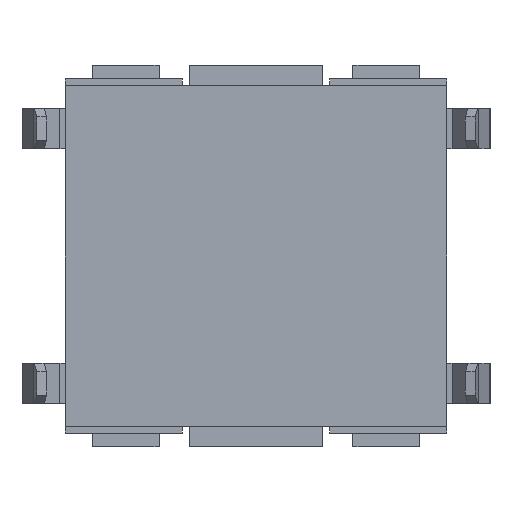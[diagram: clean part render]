
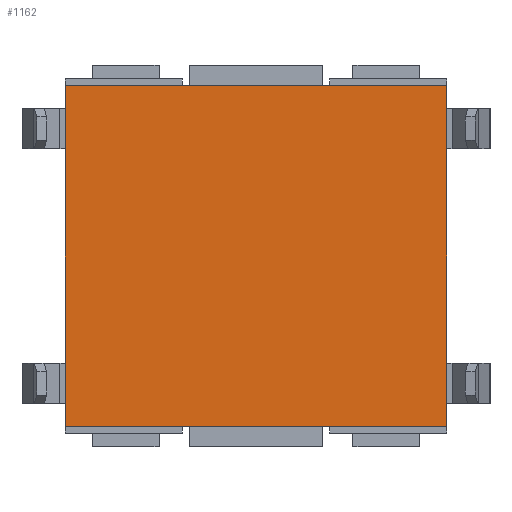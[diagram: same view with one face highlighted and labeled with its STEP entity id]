
A CAD part, front view. The second image highlights one B-rep face of the part: STEP entity #1162.
In plain terms, the highlighted planar face has unit normal (0, -1, 0).
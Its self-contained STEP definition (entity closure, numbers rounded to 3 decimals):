
#238 = ORIENTED_EDGE ( 'NONE', *, *, #239, .F. ) ;
#239 = EDGE_CURVE ( 'NONE', #519, #533, #2203, .T. ) ;
#260 = ORIENTED_EDGE ( 'NONE', *, *, #535, .F. ) ;
#519 = VERTEX_POINT ( 'NONE', #2705 ) ;
#533 = VERTEX_POINT ( 'NONE', #2688 ) ;
#535 = EDGE_CURVE ( 'NONE', #533, #536, #2687, .T. ) ;
#536 = VERTEX_POINT ( 'NONE', #2743 ) ;
#581 = VERTEX_POINT ( 'NONE', #2806 ) ;
#583 = EDGE_CURVE ( 'NONE', #519, #581, #2805, .T. ) ;
#1080 = ORIENTED_EDGE ( 'NONE', *, *, #583, .T. ) ;
#1159 = ORIENTED_EDGE ( 'NONE', *, *, #1160, .F. ) ;
#1160 = EDGE_CURVE ( 'NONE', #536, #581, #3676, .T. ) ;
#1161 = EDGE_LOOP ( 'NONE', ( #1080, #1159, #260, #238 ) ) ;
#1162 = ADVANCED_FACE ( 'NONE', ( #3672 ), #3669, .T. ) ;
#2200 = DIRECTION ( 'NONE',  ( 0., 0., 1. ) ) ;
#2201 = VECTOR ( 'NONE', #2200, 1000. ) ;
#2202 = CARTESIAN_POINT ( 'NONE',  ( -5.7, 0., 0. ) ) ;
#2203 = LINE ( 'NONE', #2202, #2201 ) ;
#2661 = CARTESIAN_POINT ( 'NONE',  ( 5.7, 0., 5.1 ) ) ;
#2687 = LINE ( 'NONE', #2746, #2745 ) ;
#2688 = CARTESIAN_POINT ( 'NONE',  ( -5.7, 0., 5.1 ) ) ;
#2705 = CARTESIAN_POINT ( 'NONE',  ( -5.7, 0., -5.1 ) ) ;
#2743 = CARTESIAN_POINT ( 'NONE',  ( 5.7, 0., 5.1 ) ) ;
#2744 = DIRECTION ( 'NONE',  ( 1., 0., 0. ) ) ;
#2745 = VECTOR ( 'NONE', #2744, 1000. ) ;
#2746 = CARTESIAN_POINT ( 'NONE',  ( 5.7, 0., 5.1 ) ) ;
#2802 = DIRECTION ( 'NONE',  ( 1., 0., 0. ) ) ;
#2803 = VECTOR ( 'NONE', #2802, 1000. ) ;
#2804 = CARTESIAN_POINT ( 'NONE',  ( -5.7, 0., -5.1 ) ) ;
#2805 = LINE ( 'NONE', #2804, #2803 ) ;
#2806 = CARTESIAN_POINT ( 'NONE',  ( 5.7, 0., -5.1 ) ) ;
#2906 = DIRECTION ( 'NONE',  ( 0., 0., -1. ) ) ;
#2913 = DIRECTION ( 'NONE',  ( 0., -1., 0. ) ) ;
#3668 = AXIS2_PLACEMENT_3D ( 'NONE', #2661, #2913, #2906 ) ;
#3669 = PLANE ( 'NONE',  #3668 ) ;
#3672 = FACE_OUTER_BOUND ( 'NONE', #1161, .T. ) ;
#3673 = DIRECTION ( 'NONE',  ( 0., 0., -1. ) ) ;
#3674 = VECTOR ( 'NONE', #3673, 1000. ) ;
#3675 = CARTESIAN_POINT ( 'NONE',  ( 5.7, 0., 0. ) ) ;
#3676 = LINE ( 'NONE', #3675, #3674 ) ;
